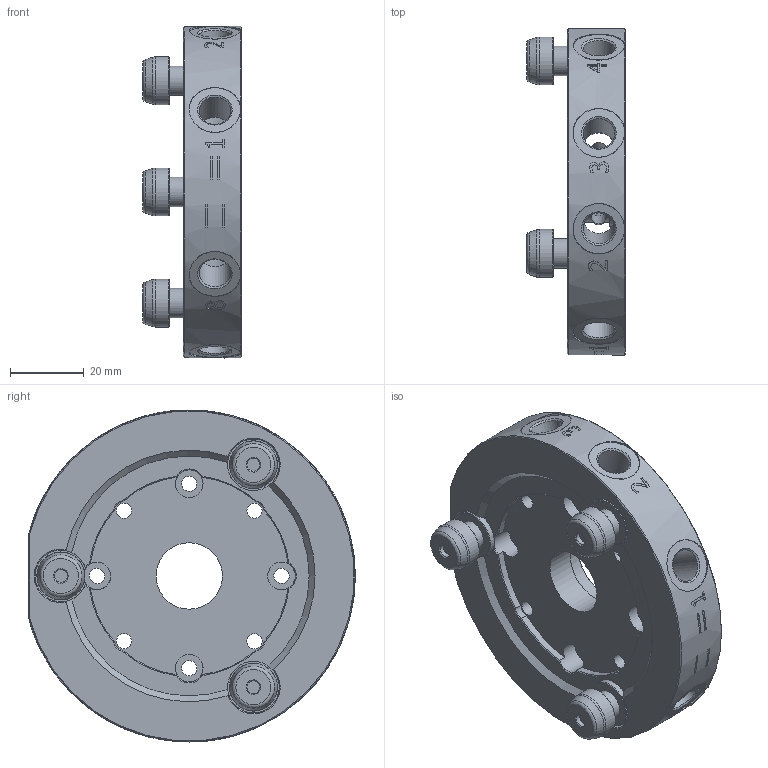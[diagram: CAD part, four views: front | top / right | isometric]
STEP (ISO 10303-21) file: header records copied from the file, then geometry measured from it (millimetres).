
FILE_DESCRIPTION(/* description */ ('SR90-B-2'),/* implementation_level */ '2;1');
FILE_NAME(/* name */ 'SR90-B-2-Kd.stp',/* time_stamp */ '2024-02-06T09:08:55+01:00',/* author */ ('RKob'),/* organization */ (''),/* preprocessor_version */ 'ST-DEVELOPER v18',/* originating_system */ 'Autodesk Inventor 2020',/* authorisation */ '');
FILE_SCHEMA (('AUTOMOTIVE_DESIGN { 1 0 10303 214 3 1 1 }'));
Length unit declared in the file: millimetre
Products named in the file (4): 0804511; 0804209; 0803902; 0803903
Assembly tree (7 placements, depth 2):
  0804511
    0804209
    0803902  x3
    0803903  x3
Bounding box: 26.8 x 88.5 x 89.98 mm (x, y, z)
Volume: 79860.6 mm3; surface area: 28133.2 mm2
Topology: 7 solids, 7 shells, 491 faces, 1173 edges, 743 vertices
Faces by surface type: plane 146, cylinder 131, bspline 114, cone 85, torus 15
Full cylindrical faces by diameter (mm): 2.459 x2, 3 x2, 3.5 x3, 4 x12, 4.134 x8, 4.2 x3, 7 x3, 7.5 x7, 8 x9, 8.566 x8, 12.95 x3, 13 x3, 14 x10, 18 x1, 20 x1
Entity records: 17037 total; most frequent: CARTESIAN_POINT 7666, ORIENTED_EDGE 2004, DIRECTION 1719, EDGE_CURVE 1002, AXIS2_PLACEMENT_3D 663, VERTEX_POINT 641, EDGE_LOOP 477, FACE_OUTER_BOUND 409
